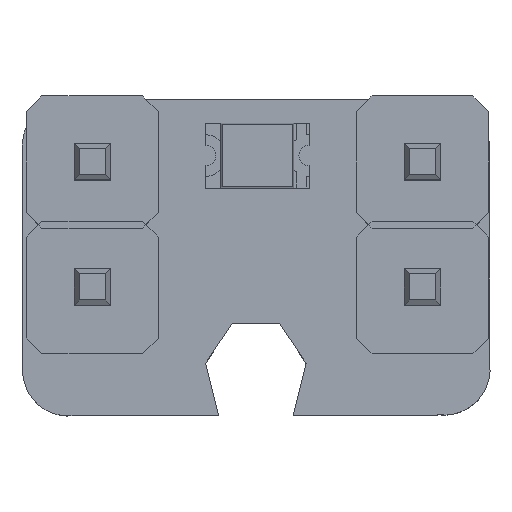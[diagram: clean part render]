
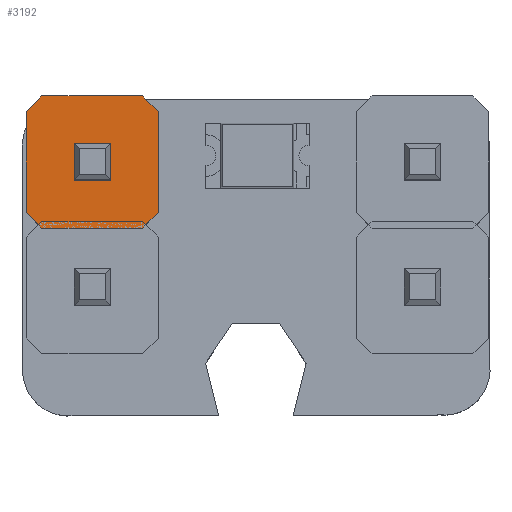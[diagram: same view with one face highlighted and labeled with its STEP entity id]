
A CAD part, top view. The second image highlights one B-rep face of the part: STEP entity #3192.
In plain terms, the highlighted planar face has unit normal (0, 0, 1).
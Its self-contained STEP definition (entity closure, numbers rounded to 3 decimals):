
#1844 = VERTEX_POINT('',#1845);
#1845 = CARTESIAN_POINT('',(1.27,-0.97,
    2.5));
#1894 = VERTEX_POINT('',#1895);
#1895 = CARTESIAN_POINT('',(1.27,0.97,2.5
    ));
#1901 = EDGE_CURVE('',#1844,#1894,#1902,.T.);
#1902 = LINE('',#1903,#1904);
#1903 = CARTESIAN_POINT('',(1.27,0.97,2.5
    ));
#1904 = VECTOR('',#1905,1.);
#1905 = DIRECTION('',(0.,1.,0.));
#2966 = VERTEX_POINT('',#2967);
#2967 = CARTESIAN_POINT('',(-1.27,-0.97,
    2.5));
#2984 = VERTEX_POINT('',#2985);
#2985 = CARTESIAN_POINT('',(-0.97,-1.27,
    2.5));
#2991 = EDGE_CURVE('',#2966,#2984,#2992,.T.);
#2992 = LINE('',#2993,#2994);
#2993 = CARTESIAN_POINT('',(-1.27,-0.97,
    2.5));
#2994 = VECTOR('',#2995,1.);
#2995 = DIRECTION('',(0.707,-0.707,0.));
#3015 = VERTEX_POINT('',#3016);
#3016 = CARTESIAN_POINT('',(0.97,-1.27,
    2.5));
#3022 = EDGE_CURVE('',#2984,#3015,#3023,.T.);
#3023 = LINE('',#3024,#3025);
#3024 = CARTESIAN_POINT('',(-0.97,-1.27,
    2.5));
#3025 = VECTOR('',#3026,1.);
#3026 = DIRECTION('',(1.,0.,0.));
#3044 = EDGE_CURVE('',#3015,#1844,#3045,.T.);
#3045 = LINE('',#3046,#3047);
#3046 = CARTESIAN_POINT('',(0.97,-1.27,
    2.5));
#3047 = VECTOR('',#3048,1.);
#3048 = DIRECTION('',(0.707,0.707,0.));
#3068 = VERTEX_POINT('',#3069);
#3069 = CARTESIAN_POINT('',(0.97,1.27,2.5
    ));
#3075 = EDGE_CURVE('',#1894,#3068,#3076,.T.);
#3076 = LINE('',#3077,#3078);
#3077 = CARTESIAN_POINT('',(0.97,1.27,2.5
    ));
#3078 = VECTOR('',#3079,1.);
#3079 = DIRECTION('',(-0.707,0.707,0.));
#3099 = VERTEX_POINT('',#3100);
#3100 = CARTESIAN_POINT('',(-0.97,1.27,
    2.5));
#3106 = EDGE_CURVE('',#3068,#3099,#3107,.T.);
#3107 = LINE('',#3108,#3109);
#3108 = CARTESIAN_POINT('',(-0.97,1.27,
    2.5));
#3109 = VECTOR('',#3110,1.);
#3110 = DIRECTION('',(-1.,-0.,-0.));
#3130 = VERTEX_POINT('',#3131);
#3131 = CARTESIAN_POINT('',(-1.27,0.97,
    2.5));
#3137 = EDGE_CURVE('',#3099,#3130,#3138,.T.);
#3138 = LINE('',#3139,#3140);
#3139 = CARTESIAN_POINT('',(-1.27,0.97,
    2.5));
#3140 = VECTOR('',#3141,1.);
#3141 = DIRECTION('',(-0.707,-0.707,-0.));
#3167 = EDGE_CURVE('',#3130,#2966,#3168,.T.);
#3168 = LINE('',#3169,#3170);
#3169 = CARTESIAN_POINT('',(-1.27,0.97,
    2.5));
#3170 = VECTOR('',#3171,1.);
#3171 = DIRECTION('',(0.,-1.,0.));
#3192 = ADVANCED_FACE('',(#3193,#3227),#3237,.T.);
#3193 = FACE_BOUND('',#3194,.T.);
#3194 = EDGE_LOOP('',(#3195,#3205,#3213,#3221));
#3195 = ORIENTED_EDGE('',*,*,#3196,.F.);
#3196 = EDGE_CURVE('',#3197,#3199,#3201,.T.);
#3197 = VERTEX_POINT('',#3198);
#3198 = CARTESIAN_POINT('',(0.35,-0.35,
    2.5));
#3199 = VERTEX_POINT('',#3200);
#3200 = CARTESIAN_POINT('',(0.35,0.35,2.5
    ));
#3201 = LINE('',#3202,#3203);
#3202 = CARTESIAN_POINT('',(0.35,0.,
    2.5));
#3203 = VECTOR('',#3204,1.);
#3204 = DIRECTION('',(0.,1.,0.));
#3205 = ORIENTED_EDGE('',*,*,#3206,.F.);
#3206 = EDGE_CURVE('',#3207,#3197,#3209,.T.);
#3207 = VERTEX_POINT('',#3208);
#3208 = CARTESIAN_POINT('',(-0.35,-0.35,
    2.5));
#3209 = LINE('',#3210,#3211);
#3210 = CARTESIAN_POINT('',(0.,-0.35,2.5));
#3211 = VECTOR('',#3212,1.);
#3212 = DIRECTION('',(1.,0.,0.));
#3213 = ORIENTED_EDGE('',*,*,#3214,.F.);
#3214 = EDGE_CURVE('',#3215,#3207,#3217,.T.);
#3215 = VERTEX_POINT('',#3216);
#3216 = CARTESIAN_POINT('',(-0.35,0.35,
    2.5));
#3217 = LINE('',#3218,#3219);
#3218 = CARTESIAN_POINT('',(-0.35,0.,2.5));
#3219 = VECTOR('',#3220,1.);
#3220 = DIRECTION('',(0.,-1.,0.));
#3221 = ORIENTED_EDGE('',*,*,#3222,.F.);
#3222 = EDGE_CURVE('',#3199,#3215,#3223,.T.);
#3223 = LINE('',#3224,#3225);
#3224 = CARTESIAN_POINT('',(0.,0.35,2.5));
#3225 = VECTOR('',#3226,1.);
#3226 = DIRECTION('',(-1.,0.,0.));
#3227 = FACE_BOUND('',#3228,.T.);
#3228 = EDGE_LOOP('',(#3229,#3230,#3231,#3232,#3233,#3234,#3235,#3236));
#3229 = ORIENTED_EDGE('',*,*,#2991,.T.);
#3230 = ORIENTED_EDGE('',*,*,#3022,.T.);
#3231 = ORIENTED_EDGE('',*,*,#3044,.T.);
#3232 = ORIENTED_EDGE('',*,*,#1901,.T.);
#3233 = ORIENTED_EDGE('',*,*,#3075,.T.);
#3234 = ORIENTED_EDGE('',*,*,#3106,.T.);
#3235 = ORIENTED_EDGE('',*,*,#3137,.T.);
#3236 = ORIENTED_EDGE('',*,*,#3167,.T.);
#3237 = PLANE('',#3238);
#3238 = AXIS2_PLACEMENT_3D('',#3239,#3240,#3241);
#3239 = CARTESIAN_POINT('',(0.,0.,2.5));
#3240 = DIRECTION('',(0.,0.,1.));
#3241 = DIRECTION('',(1.,0.,0.));
